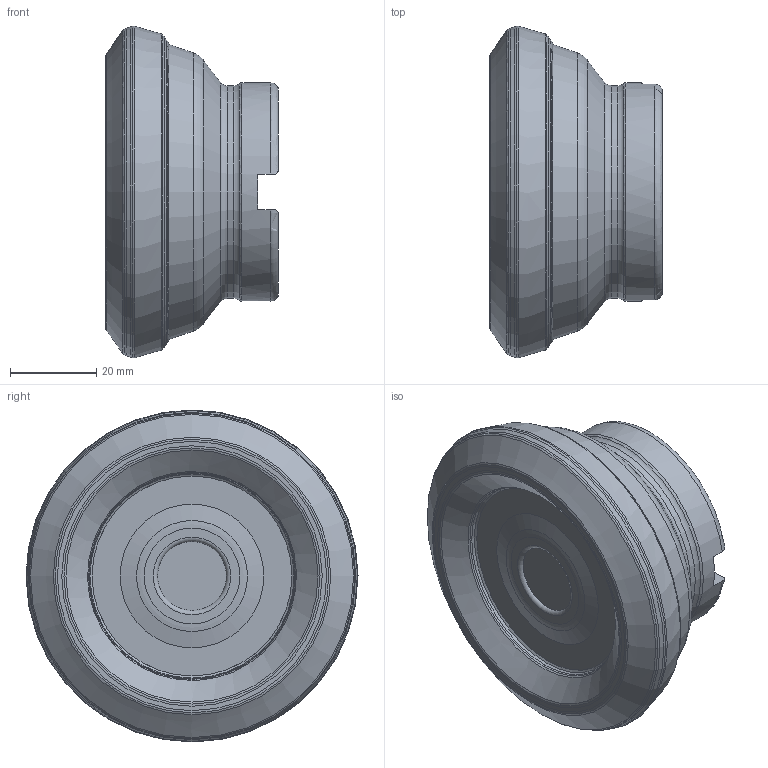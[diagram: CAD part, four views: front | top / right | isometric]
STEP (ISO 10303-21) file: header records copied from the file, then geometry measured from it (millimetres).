
FILE_DESCRIPTION(/* description */ (''),/* implementation_level */ '2;1');
FILE_NAME(/* name */ 'F36-PNMU12-D250Z5S075I.stp',/* time_stamp */ '2021-10-07T09:43:52+09:00',/* author */ (''),/* organization */ (''),/* preprocessor_version */ 'ST-DEVELOPER v16',/* originating_system */ 'SIEMENS PLM Software NX 10.0',/* authorisation */ '');
FILE_SCHEMA (('AP203_CONFIGURATION_CONTROLLED_3D_DESIGN_OF_MECHANICAL_PARTS_AND_ASSEMBLIES_MIM_LF { 1 0 10303 403 2 1 2}'));
Length unit declared in the file: millimetre
Products named in the file (1): 120185C07CB1h7z5
Bounding box: 40.01 x 77.07 x 77.07 mm (x, y, z)
Volume: 106143.2 mm3; surface area: 16633.8 mm2
Topology: 1 solids, 1 shells, 69 faces, 183 edges, 120 vertices
Faces by surface type: revolution 22, plane 18, torus 11, cone 9, cylinder 9
Full cylindrical faces by diameter (mm): 10.5 x1, 19.05 x1, 20.05 x1, 49.4 x1, 50.8 x1
Entity records: 2037 total; most frequent: CARTESIAN_POINT 607, DIRECTION 260, ORIENTED_EDGE 222, EDGE_LOOP 114, EDGE_CURVE 111, AXIS2_PLACEMENT_3D 107, FACE_BOUND 90, VERTEX_POINT 89
